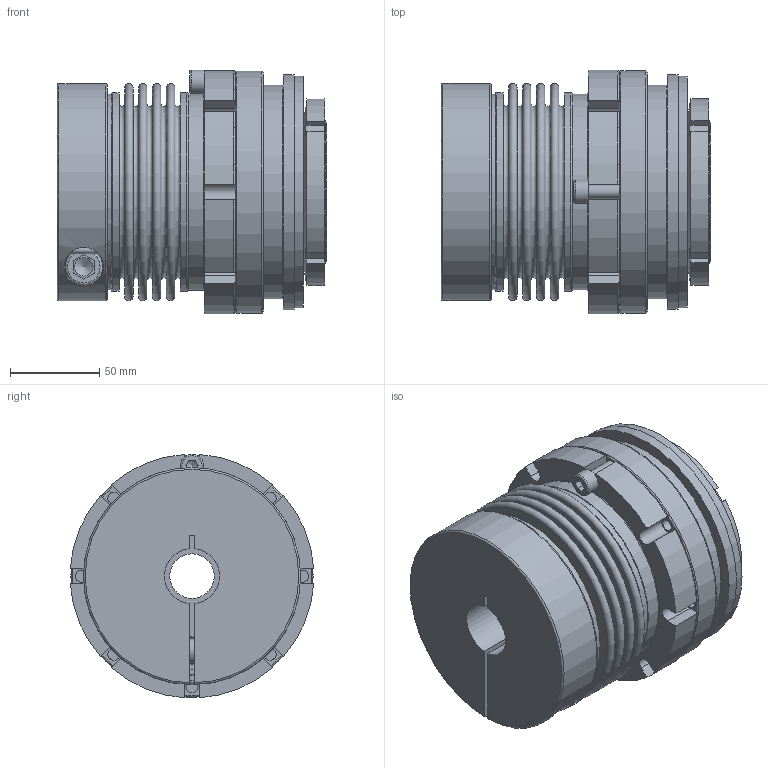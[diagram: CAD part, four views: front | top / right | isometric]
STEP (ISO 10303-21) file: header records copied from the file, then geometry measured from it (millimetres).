
FILE_DESCRIPTION( ( 'Unknown' ), '1' );
FILE_NAME( 'SKW-K 800.stp', 'Unknown', ( 'Unknown' ), ( 'Unknown' ), 'PSStep 10.1', 'Unknown', ' ' );
FILE_SCHEMA( ( 'AUTOMOTIVE_DESIGN { 1 0 10303 214 1 1 1 1 }' ) );
Length unit declared in the file: millimetre
Products named in the file (1): KT101356
Bounding box: 151.5 x 136.74 x 136.87 mm (x, y, z)
Volume: 1172121.2 mm3; surface area: 284906 mm2
Topology: 1 solids, 6 shells, 342 faces, 930 edges, 604 vertices
Faces by surface type: plane 150, torus 85, cylinder 82, sphere 16, cone 9
Full cylindrical faces by diameter (mm): 2.5 x2, 4.2 x3, 6.8 x8, 8 x1, 12 x1, 13 x1, 14 x1, 15 x1, 21 x1, 22 x1, 25 x1, 67 x1, 69.8 x1, 70 x2, 78 x1, 80 x2, 80.1 x1, 80.3 x1, 82.8 x2, 88 x1, 89.518 x1, 90 x2, 97.6 x2, 110 x5, 111.6 x2, 116 x2, 120 x1, 130 x1, 132 x1, 136 x1
Entity records: 14392 total; most frequent: CARTESIAN_POINT 3866, DIRECTION 1602, ORIENTED_EDGE 1474, EDGE_CURVE 737, AXIS2_PLACEMENT_3D 681, VERTEX_POINT 533, EDGE_LOOP 532, FACE_OUTER_BOUND 420
